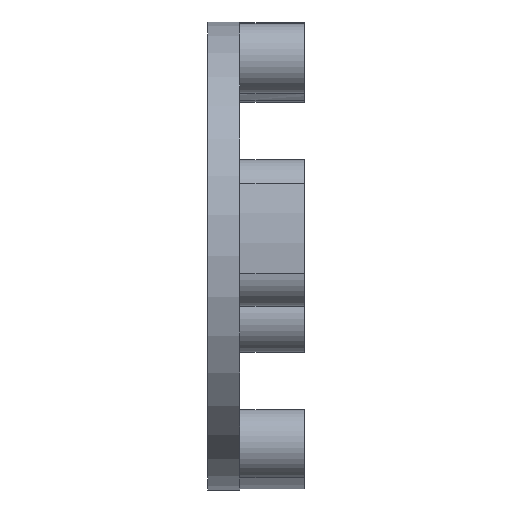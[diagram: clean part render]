
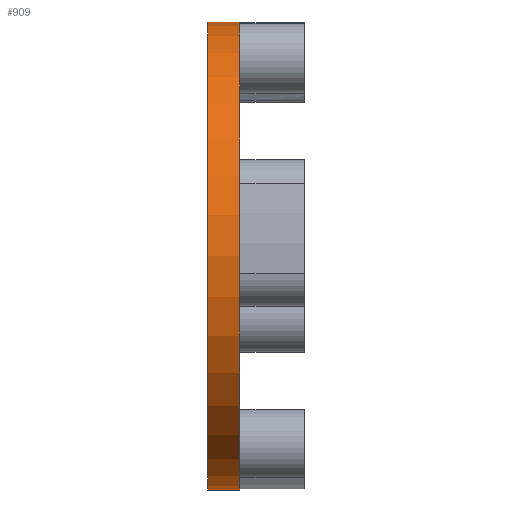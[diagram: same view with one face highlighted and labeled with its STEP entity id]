
A CAD part, left-side view. The second image highlights one B-rep face of the part: STEP entity #909.
In plain terms, the highlighted cylindrical face has radius 25.5 mm (diameter 51 mm), a partial arc.
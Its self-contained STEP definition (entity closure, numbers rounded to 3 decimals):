
#43 = EDGE_CURVE ( 'NONE', #1225, #549, #2039, .T. ) ;
#77 = EDGE_LOOP ( 'NONE', ( #419, #395, #1704, #1343 ) ) ;
#168 = DIRECTION ( 'NONE',  ( 0., -1., 0. ) ) ;
#239 = VECTOR ( 'NONE', #491, 1000. ) ;
#281 = AXIS2_PLACEMENT_3D ( 'NONE', #3477, #2671, #1255 ) ;
#395 = ORIENTED_EDGE ( 'NONE', *, *, #2352, .F. ) ;
#419 = ORIENTED_EDGE ( 'NONE', *, *, #1744, .F. ) ;
#455 = CARTESIAN_POINT ( 'NONE',  ( 0., 3.5, 25.5 ) ) ;
#491 = DIRECTION ( 'NONE',  ( 0., -1., 0. ) ) ;
#549 = VERTEX_POINT ( 'NONE', #2109 ) ;
#909 = ADVANCED_FACE ( 'NONE', ( #970 ), #2051, .T. ) ;
#970 = FACE_OUTER_BOUND ( 'NONE', #77, .T. ) ;
#1225 = VERTEX_POINT ( 'NONE', #2655 ) ;
#1237 = EDGE_CURVE ( 'NONE', #549, #2593, #1310, .T. ) ;
#1255 = DIRECTION ( 'NONE',  ( 0., 0., 1. ) ) ;
#1310 = CIRCLE ( 'NONE', #281, 25.5 ) ;
#1343 = ORIENTED_EDGE ( 'NONE', *, *, #1237, .T. ) ;
#1563 = CARTESIAN_POINT ( 'NONE',  ( 0., 3.5, 25.5 ) ) ;
#1607 = DIRECTION ( 'NONE',  ( 0., 0., 1. ) ) ;
#1657 = AXIS2_PLACEMENT_3D ( 'NONE', #1786, #168, #2091 ) ;
#1704 = ORIENTED_EDGE ( 'NONE', *, *, #43, .T. ) ;
#1717 = VERTEX_POINT ( 'NONE', #1563 ) ;
#1744 = EDGE_CURVE ( 'NONE', #1717, #2593, #1811, .T. ) ;
#1786 = CARTESIAN_POINT ( 'NONE',  ( 0., 3.5, 0. ) ) ;
#1791 = AXIS2_PLACEMENT_3D ( 'NONE', #3028, #3230, #1607 ) ;
#1811 = LINE ( 'NONE', #455, #239 ) ;
#2039 = LINE ( 'NONE', #3132, #3071 ) ;
#2051 = CYLINDRICAL_SURFACE ( 'NONE', #1657, 25.5 ) ;
#2064 = CARTESIAN_POINT ( 'NONE',  ( 0., 0., 25.5 ) ) ;
#2091 = DIRECTION ( 'NONE',  ( 0., 0., -1. ) ) ;
#2109 = CARTESIAN_POINT ( 'NONE',  ( 0., 0., -25.5 ) ) ;
#2352 = EDGE_CURVE ( 'NONE', #1225, #1717, #3160, .T. ) ;
#2593 = VERTEX_POINT ( 'NONE', #2064 ) ;
#2655 = CARTESIAN_POINT ( 'NONE',  ( 0., 3.5, -25.5 ) ) ;
#2671 = DIRECTION ( 'NONE',  ( 0., 1., 0. ) ) ;
#2865 = DIRECTION ( 'NONE',  ( 0., -1., 0. ) ) ;
#3028 = CARTESIAN_POINT ( 'NONE',  ( 0., 3.5, 0. ) ) ;
#3071 = VECTOR ( 'NONE', #2865, 1000. ) ;
#3132 = CARTESIAN_POINT ( 'NONE',  ( 0., 3.5, -25.5 ) ) ;
#3160 = CIRCLE ( 'NONE', #1791, 25.5 ) ;
#3230 = DIRECTION ( 'NONE',  ( 0., 1., 0. ) ) ;
#3477 = CARTESIAN_POINT ( 'NONE',  ( 0., 0., 0. ) ) ;
